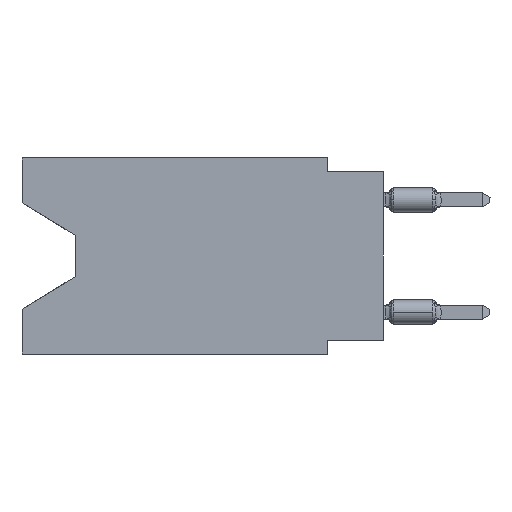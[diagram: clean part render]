
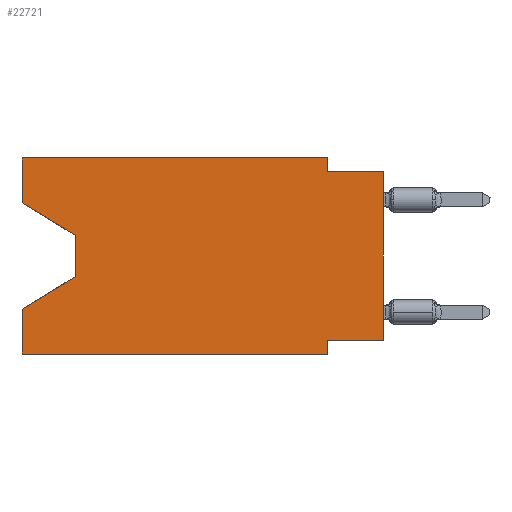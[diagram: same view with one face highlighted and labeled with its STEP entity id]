
A CAD part, left-side view. The second image highlights one B-rep face of the part: STEP entity #22721.
In plain terms, the highlighted planar face has unit normal (-1, 0, 0).
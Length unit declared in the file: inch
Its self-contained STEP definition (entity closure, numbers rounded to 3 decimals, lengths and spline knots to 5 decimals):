
#279 = DIRECTION ( 'NONE',  ( 0., -1., 0. ) ) ;
#1733 = CARTESIAN_POINT ( 'NONE',  ( 0., 0.55, -0.138 ) ) ;
#1851 = LINE ( 'NONE', #58638, #32061 ) ;
#1953 = CARTESIAN_POINT ( 'NONE',  ( 0., 0.645, -0.08025 ) ) ;
#2175 = CARTESIAN_POINT ( 'NONE',  ( 0., 0.55, -0.212 ) ) ;
#2672 = VERTEX_POINT ( 'NONE', #17756 ) ;
#4357 = EDGE_CURVE ( 'NONE', #34322, #31327, #30135, .T. ) ;
#5300 = EDGE_CURVE ( 'NONE', #33956, #31327, #1851, .T. ) ;
#6834 = CARTESIAN_POINT ( 'NONE',  ( 0., 0., -0.325 ) ) ;
#6955 = EDGE_CURVE ( 'NONE', #16929, #43327, #57105, .T. ) ;
#7469 = ORIENTED_EDGE ( 'NONE', *, *, #6955, .T. ) ;
#8100 = ORIENTED_EDGE ( 'NONE', *, *, #18884, .T. ) ;
#8507 = CARTESIAN_POINT ( 'NONE',  ( 0., 0., -0.025 ) ) ;
#8685 = VECTOR ( 'NONE', #45713, 39.37008 ) ;
#9396 = CARTESIAN_POINT ( 'NONE',  ( 0., 0.55, -0.212 ) ) ;
#9590 = DIRECTION ( 'NONE',  ( 0., 0., 1. ) ) ;
#10849 = CARTESIAN_POINT ( 'NONE',  ( 0., 0., -0.325 ) ) ;
#10988 = LINE ( 'NONE', #29802, #36196 ) ;
#11570 = CARTESIAN_POINT ( 'NONE',  ( 0., 0.645, -0.35 ) ) ;
#11963 = EDGE_CURVE ( 'NONE', #43723, #43327, #42275, .T. ) ;
#13612 = CARTESIAN_POINT ( 'NONE',  ( 0., 0., 0. ) ) ;
#14073 = EDGE_CURVE ( 'NONE', #33458, #58937, #10988, .T. ) ;
#14718 = VECTOR ( 'NONE', #16147, 39.37008 ) ;
#14890 = EDGE_CURVE ( 'NONE', #16929, #34322, #44178, .T. ) ;
#14997 = FACE_OUTER_BOUND ( 'NONE', #55971, .T. ) ;
#16093 = DIRECTION ( 'NONE',  ( 0., 1., 0. ) ) ;
#16147 = DIRECTION ( 'NONE',  ( 0., -0.855, -0.519 ) ) ;
#16349 = DIRECTION ( 'NONE',  ( 0., -1., 0. ) ) ;
#16712 = EDGE_CURVE ( 'NONE', #35359, #45203, #58822, .T. ) ;
#16929 = VERTEX_POINT ( 'NONE', #10849 ) ;
#17756 = CARTESIAN_POINT ( 'NONE',  ( 0., 0.1, 0. ) ) ;
#18376 = VERTEX_POINT ( 'NONE', #32905 ) ;
#18624 = CARTESIAN_POINT ( 'NONE',  ( 0., 0.1, -0.35 ) ) ;
#18884 = EDGE_CURVE ( 'NONE', #45203, #18376, #20701, .T. ) ;
#19009 = CARTESIAN_POINT ( 'NONE',  ( 0., 0.645, 0. ) ) ;
#20701 = LINE ( 'NONE', #2175, #38896 ) ;
#21322 = EDGE_CURVE ( 'NONE', #33956, #18376, #56776, .T. ) ;
#22324 = VECTOR ( 'NONE', #54588, 39.37008 ) ;
#22721 = ADVANCED_FACE ( 'NONE', ( #14997 ), #33824, .F. ) ;
#22804 = DIRECTION ( 'NONE',  ( 0., 0., 1. ) ) ;
#26139 = VECTOR ( 'NONE', #279, 39.37008 ) ;
#26198 = LINE ( 'NONE', #31129, #22324 ) ;
#26294 = CARTESIAN_POINT ( 'NONE',  ( 0., 0.645, 0. ) ) ;
#28102 = ORIENTED_EDGE ( 'NONE', *, *, #46047, .F. ) ;
#28668 = CARTESIAN_POINT ( 'NONE',  ( 0., 0., -0.025 ) ) ;
#29492 = DIRECTION ( 'NONE',  ( 0., 0., -1. ) ) ;
#29802 = CARTESIAN_POINT ( 'NONE',  ( 0., 0.645, 0. ) ) ;
#30135 = LINE ( 'NONE', #49265, #58416 ) ;
#30255 = VECTOR ( 'NONE', #9590, 39.37008 ) ;
#31129 = CARTESIAN_POINT ( 'NONE',  ( 0., 0.1, 0. ) ) ;
#31327 = VERTEX_POINT ( 'NONE', #18624 ) ;
#32061 = VECTOR ( 'NONE', #16349, 39.37008 ) ;
#32905 = CARTESIAN_POINT ( 'NONE',  ( 0., 0.645, -0.26975 ) ) ;
#33458 = VERTEX_POINT ( 'NONE', #54544 ) ;
#33824 = PLANE ( 'NONE',  #40818 ) ;
#33956 = VERTEX_POINT ( 'NONE', #11570 ) ;
#34322 = VERTEX_POINT ( 'NONE', #41753 ) ;
#35359 = VERTEX_POINT ( 'NONE', #48097 ) ;
#35856 = ORIENTED_EDGE ( 'NONE', *, *, #14890, .F. ) ;
#36196 = VECTOR ( 'NONE', #43694, 39.37008 ) ;
#38896 = VECTOR ( 'NONE', #40146, 39.37008 ) ;
#40146 = DIRECTION ( 'NONE',  ( 0., 0.855, -0.519 ) ) ;
#40488 = LINE ( 'NONE', #26294, #8685 ) ;
#40634 = ORIENTED_EDGE ( 'NONE', *, *, #50287, .F. ) ;
#40818 = AXIS2_PLACEMENT_3D ( 'NONE', #19009, #48029, #29492 ) ;
#40954 = VECTOR ( 'NONE', #22804, 39.37008 ) ;
#41039 = VECTOR ( 'NONE', #16093, 39.37008 ) ;
#41753 = CARTESIAN_POINT ( 'NONE',  ( 0., 0.1, -0.325 ) ) ;
#41963 = CARTESIAN_POINT ( 'NONE',  ( 0., 0.645, 0. ) ) ;
#42275 = LINE ( 'NONE', #28668, #26139 ) ;
#42680 = VECTOR ( 'NONE', #53266, 39.37008 ) ;
#43327 = VERTEX_POINT ( 'NONE', #8507 ) ;
#43617 = LINE ( 'NONE', #1953, #14718 ) ;
#43694 = DIRECTION ( 'NONE',  ( 0., 0., 1. ) ) ;
#43723 = VERTEX_POINT ( 'NONE', #54730 ) ;
#44178 = LINE ( 'NONE', #6834, #41039 ) ;
#44625 = DIRECTION ( 'NONE',  ( 0., 0., -1. ) ) ;
#45203 = VERTEX_POINT ( 'NONE', #9396 ) ;
#45713 = DIRECTION ( 'NONE',  ( 0., -1., 0. ) ) ;
#46047 = EDGE_CURVE ( 'NONE', #58937, #2672, #40488, .T. ) ;
#48029 = DIRECTION ( 'NONE',  ( 1., 0., 0. ) ) ;
#48097 = CARTESIAN_POINT ( 'NONE',  ( 0., 0.55, -0.138 ) ) ;
#48597 = ORIENTED_EDGE ( 'NONE', *, *, #21322, .F. ) ;
#48980 = ORIENTED_EDGE ( 'NONE', *, *, #53451, .T. ) ;
#49265 = CARTESIAN_POINT ( 'NONE',  ( 0., 0.1, -0.35 ) ) ;
#49702 = ORIENTED_EDGE ( 'NONE', *, *, #16712, .T. ) ;
#49759 = CARTESIAN_POINT ( 'NONE',  ( 0., 0.645, 0. ) ) ;
#49976 = ORIENTED_EDGE ( 'NONE', *, *, #14073, .F. ) ;
#50287 = EDGE_CURVE ( 'NONE', #2672, #43723, #26198, .T. ) ;
#52864 = ORIENTED_EDGE ( 'NONE', *, *, #11963, .F. ) ;
#53266 = DIRECTION ( 'NONE',  ( 0., 0., -1. ) ) ;
#53451 = EDGE_CURVE ( 'NONE', #33458, #35359, #43617, .T. ) ;
#53990 = ORIENTED_EDGE ( 'NONE', *, *, #4357, .F. ) ;
#54544 = CARTESIAN_POINT ( 'NONE',  ( 0., 0.645, -0.08025 ) ) ;
#54588 = DIRECTION ( 'NONE',  ( 0., 0., -1. ) ) ;
#54730 = CARTESIAN_POINT ( 'NONE',  ( 0., 0.1, -0.025 ) ) ;
#55971 = EDGE_LOOP ( 'NONE', ( #48980, #49702, #8100, #48597, #59842, #53990, #35856, #7469, #52864, #40634, #28102, #49976 ) ) ;
#56776 = LINE ( 'NONE', #41963, #40954 ) ;
#57105 = LINE ( 'NONE', #13612, #30255 ) ;
#58416 = VECTOR ( 'NONE', #44625, 39.37008 ) ;
#58638 = CARTESIAN_POINT ( 'NONE',  ( 0., 0.645, -0.35 ) ) ;
#58822 = LINE ( 'NONE', #1733, #42680 ) ;
#58937 = VERTEX_POINT ( 'NONE', #49759 ) ;
#59842 = ORIENTED_EDGE ( 'NONE', *, *, #5300, .T. ) ;
